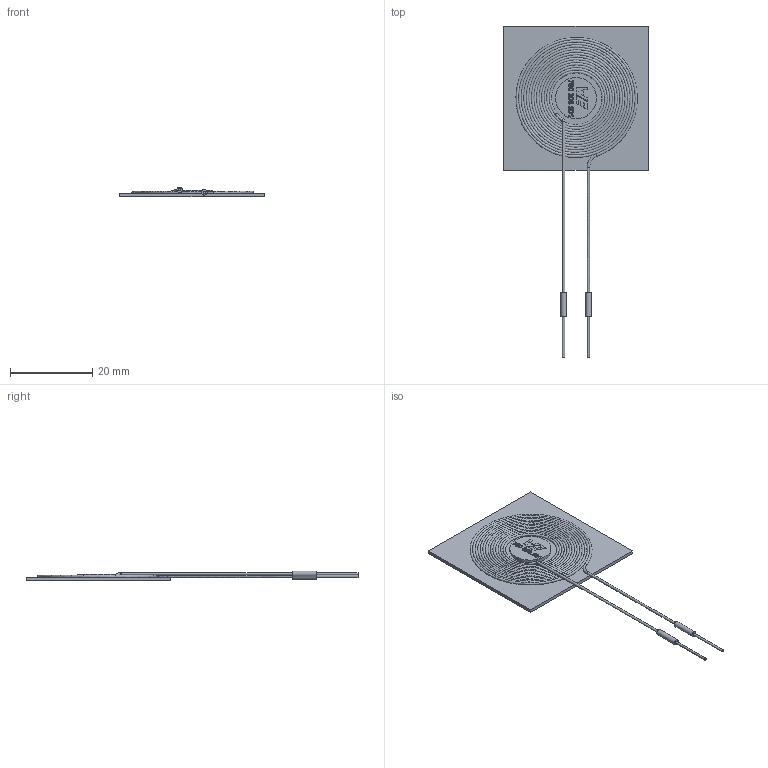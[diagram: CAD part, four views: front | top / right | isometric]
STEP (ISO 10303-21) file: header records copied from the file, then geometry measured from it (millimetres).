
FILE_DESCRIPTION( ( 'Unknown' ), '1' );
FILE_NAME( '760308201.stp', 'Unknown', ( 'Unknown' ), ( 'Unknown' ), 'PSStep 18.0.17', 'Unknown', ' ' );
FILE_SCHEMA( ( 'AUTOMOTIVE_DESIGN { 1 0 10303 214 1 1 1 1 }' ) );
Length unit declared in the file: millimetre
Products named in the file (4): Assem1; Ferrite_square; magnet; 15turns
Assembly tree (3 placements, depth 2):
  Assem1
    Ferrite_square
    magnet
    15turns
Bounding box: 35 x 80.5 x 2.38 mm (x, y, z)
Volume: 1344.5 mm3; surface area: 4689.6 mm2
Topology: 3 solids, 3 shells, 108 faces, 240 edges, 159 vertices
Faces by surface type: plane 74, extrusion 23, cylinder 6, bspline 4, torus 1
Full cylindrical faces by diameter (mm): 0.55 x2, 0.6 x1, 1.35 x2, 10 x1
Entity records: 7126 total; most frequent: CARTESIAN_POINT 4045, ORIENTED_EDGE 440, DIRECTION 340, EDGE_CURVE 220, VERTEX_POINT 157, EDGE_LOOP 147, VECTOR 142, FACE_OUTER_BOUND 126
